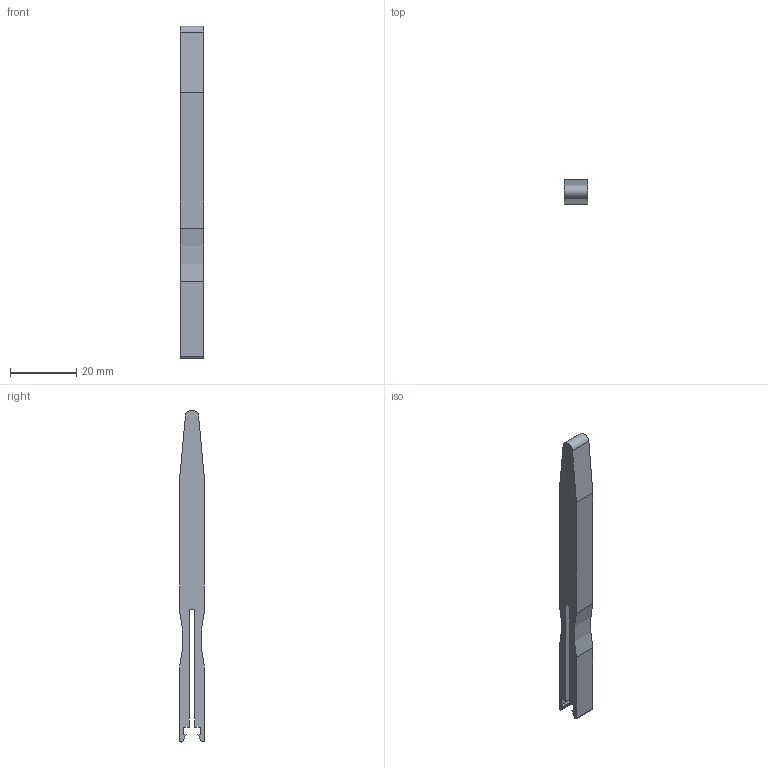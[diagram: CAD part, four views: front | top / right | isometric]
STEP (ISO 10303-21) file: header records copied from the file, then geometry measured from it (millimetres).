
FILE_DESCRIPTION(('Creo Elements/Direct Modeling STEP Export'),'2;1');
FILE_NAME('model.stp','2018-02-16T13:31:53',(''),(''),'Creo Elements/Direct Modeling STEP processor for AP214 (Solid Model)','Creo Elements/Direct Modeling 18.1I 14-Aug-2016 (C) Parametric Technology GmbH','');
FILE_SCHEMA(('AUTOMOTIVE_DESIGN { 1 0 10303 214 1 1 1 1 }'));
Length unit declared in the file: millimetre
Products named in the file (2): TZ-select
Assembly tree (1 placements, depth 2):
  TZ-select
    TZ-select
Bounding box: 7 x 7.35 x 99.99 mm (x, y, z)
Volume: 4188.1 mm3; surface area: 3233.4 mm2
Topology: 1 solids, 1 shells, 24 faces, 66 edges, 44 vertices
Faces by surface type: plane 19, cylinder 5
Entity records: 997 total; most frequent: CARTESIAN_POINT 136, ORIENTED_EDGE 132, DIRECTION 128, EDGE_CURVE 66, VECTOR 56, LINE 56, VERTEX_POINT 44, AXIS2_PLACEMENT_3D 36
